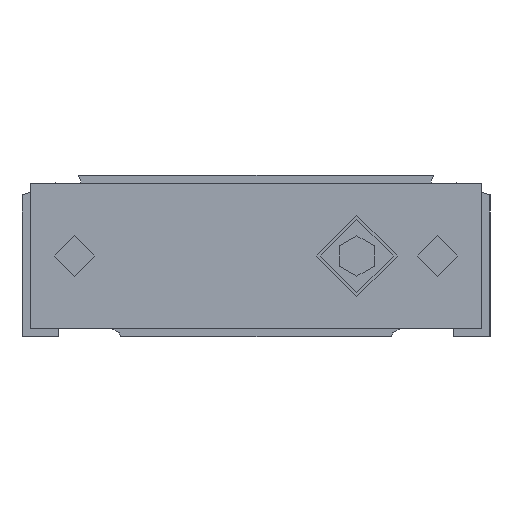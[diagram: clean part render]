
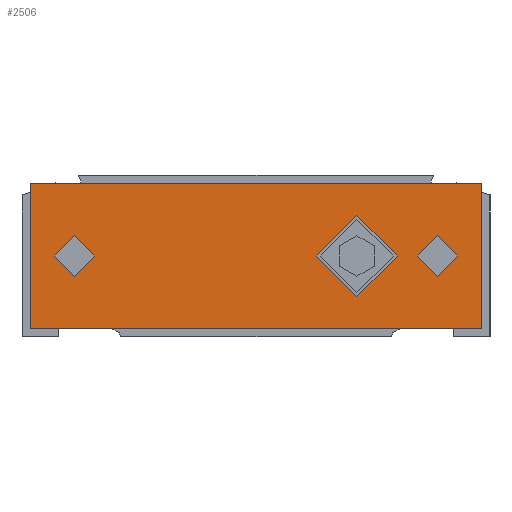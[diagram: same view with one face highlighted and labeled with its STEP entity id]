
A CAD part, left-side view. The second image highlights one B-rep face of the part: STEP entity #2506.
In plain terms, the highlighted face is planar.
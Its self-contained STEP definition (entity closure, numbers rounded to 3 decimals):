
#170=LINE('',#4281,#316);
#175=LINE('',#4291,#321);
#181=LINE('',#4310,#327);
#182=LINE('',#4318,#328);
#316=VECTOR('',#3367,1000.);
#321=VECTOR('',#3374,1000.);
#327=VECTOR('',#3398,1000.);
#328=VECTOR('',#3407,1000.);
#420=PLANE('',#2794);
#537=CIRCLE('',#2795,5.);
#538=CIRCLE('',#2796,2.5);
#539=CIRCLE('',#2797,2.5);
#1036=ORIENTED_EDGE('',*,*,#1449,.F.);
#1037=ORIENTED_EDGE('',*,*,#1450,.T.);
#1038=ORIENTED_EDGE('',*,*,#1451,.T.);
#1039=ORIENTED_EDGE('',*,*,#1444,.T.);
#1040=ORIENTED_EDGE('',*,*,#1427,.T.);
#1041=ORIENTED_EDGE('',*,*,#1448,.T.);
#1042=ORIENTED_EDGE('',*,*,#1432,.T.);
#1427=EDGE_CURVE('',#1689,#1688,#170,.T.);
#1432=EDGE_CURVE('',#1693,#1692,#175,.T.);
#1444=EDGE_CURVE('',#1692,#1689,#181,.T.);
#1448=EDGE_CURVE('',#1688,#1693,#182,.T.);
#1449=EDGE_CURVE('',#1700,#1700,#537,.T.);
#1450=EDGE_CURVE('',#1701,#1701,#538,.T.);
#1451=EDGE_CURVE('',#1702,#1702,#539,.T.);
#1688=VERTEX_POINT('',#4280);
#1689=VERTEX_POINT('',#4282);
#1692=VERTEX_POINT('',#4290);
#1693=VERTEX_POINT('',#4292);
#1700=VERTEX_POINT('',#4321);
#1701=VERTEX_POINT('',#4323);
#1702=VERTEX_POINT('',#4325);
#1980=EDGE_LOOP('',(#1036));
#1981=EDGE_LOOP('',(#1037));
#1982=EDGE_LOOP('',(#1038));
#1983=EDGE_LOOP('',(#1039,#1040,#1041,#1042));
#2250=FACE_BOUND('',#1980,.T.);
#2251=FACE_BOUND('',#1981,.T.);
#2252=FACE_BOUND('',#1982,.T.);
#2253=FACE_BOUND('',#1983,.T.);
#2506=ADVANCED_FACE('',(#2250,#2251,#2252,#2253),#420,.T.);
#2794=AXIS2_PLACEMENT_3D('',#4319,#3408,#3409);
#2795=AXIS2_PLACEMENT_3D('',#4320,#3410,#3411);
#2796=AXIS2_PLACEMENT_3D('',#4322,#3412,#3413);
#2797=AXIS2_PLACEMENT_3D('',#4324,#3414,#3415);
#3367=DIRECTION('',(1.,0.,0.));
#3374=DIRECTION('',(-1.,0.,0.));
#3398=DIRECTION('',(0.,-1.,0.));
#3407=DIRECTION('',(0.,1.,0.));
#3408=DIRECTION('',(0.,0.,1.));
#3409=DIRECTION('',(1.,0.,0.));
#3410=DIRECTION('',(0.,0.,1.));
#3411=DIRECTION('',(1.,0.,0.));
#3412=DIRECTION('',(0.,0.,-1.));
#3413=DIRECTION('',(-1.,0.,0.));
#3414=DIRECTION('',(0.,0.,-1.));
#3415=DIRECTION('',(-1.,0.,0.));
#4280=CARTESIAN_POINT('',(9.,-28.,19.));
#4281=CARTESIAN_POINT('',(-9.,-28.,19.));
#4282=CARTESIAN_POINT('',(-9.,-28.,19.));
#4290=CARTESIAN_POINT('',(-9.,28.,19.));
#4291=CARTESIAN_POINT('',(9.,28.,19.));
#4292=CARTESIAN_POINT('',(9.,28.,19.));
#4310=CARTESIAN_POINT('',(-9.,28.,19.));
#4318=CARTESIAN_POINT('',(9.,-28.,19.));
#4319=CARTESIAN_POINT('',(0.,0.,19.));
#4320=CARTESIAN_POINT('',(0.,-12.5,19.));
#4321=CARTESIAN_POINT('',(5.,-12.5,19.));
#4322=CARTESIAN_POINT('',(0.,-22.5,19.));
#4323=CARTESIAN_POINT('',(-2.5,-22.5,19.));
#4324=CARTESIAN_POINT('',(0.,22.5,19.));
#4325=CARTESIAN_POINT('',(-2.5,22.5,19.));
